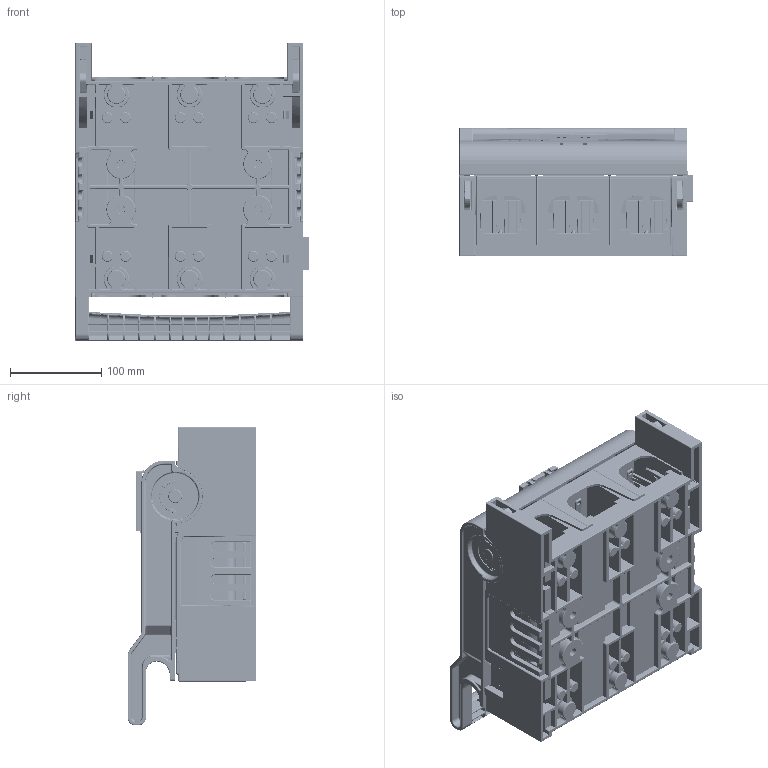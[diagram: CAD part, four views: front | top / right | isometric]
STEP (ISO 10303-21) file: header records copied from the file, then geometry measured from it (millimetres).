
FILE_DESCRIPTION((''),'2;1');
FILE_NAME('HR17-630_ASM','2025-08-25T10:38:30',('Administrator'),(''),'CREO PARAMETRIC BY PTC INC, 2021023','CREO PARAMETRIC BY PTC INC, 2021023','');
FILE_SCHEMA(('CONFIG_CONTROL_DESIGN'));
Length unit declared in the file: millimetre
Products named in the file (14): 630DIZUO; 630GAI; ZHAO; MIEHUZHAO; MIEFUSHAN; WEIDONG; KABAN; RT16-3; CHUTOU003; CHUTOU002; CHUTOU001; KAHUANG; TOUMINGAI; HR17-630_ASM
Assembly tree (33 placements, depth 2):
  HR17-630_ASM
    630DIZUO
    630GAI
    ZHAO  x2
    MIEHUZHAO  x2
    MIEFUSHAN  x5
    WEIDONG
    KABAN  x6
    RT16-3  x3
    CHUTOU003  x3
    CHUTOU002  x3
    CHUTOU001  x3
    KAHUANG  x2
    TOUMINGAI
Bounding box: 255.6 x 141 x 327 mm (x, y, z)
Volume: 2904971.2 mm3; surface area: 1286163.9 mm2
Topology: 33 solids, 33 shells, 9071 faces, 23748 edges, 14748 vertices
Faces by surface type: plane 4498, cylinder 3102, torus 547, bspline 438, sphere 298, extrusion 114, cone 74
Entity records: 222329 total; most frequent: CARTESIAN_POINT 62652, ORIENTED_EDGE 34428, DIRECTION 31703, EDGE_CURVE 17214, VECTOR 11223, LINE 11119, VERTEX_POINT 10660, AXIS2_PLACEMENT_3D 10240
